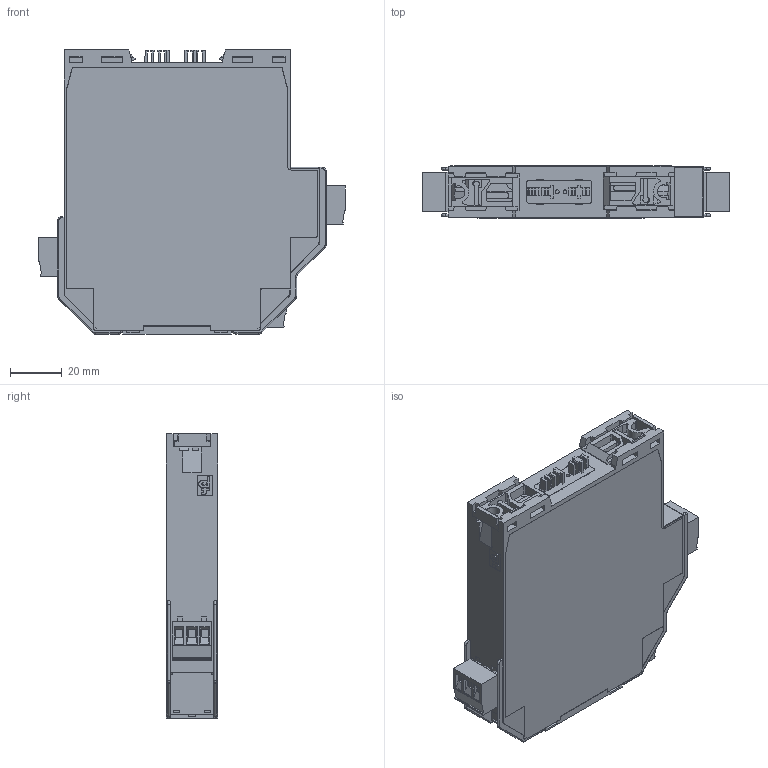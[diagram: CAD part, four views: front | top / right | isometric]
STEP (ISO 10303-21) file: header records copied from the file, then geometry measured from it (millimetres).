
FILE_DESCRIPTION((''),'2;1');
FILE_NAME('CAD-8655_ASM','2023-04-14T06:39:02',('creinig-se'),(''),'CREO PARAMETRIC BY PTC INC, 2022284','CREO PARAMETRIC BY PTC INC, 2022284','');
FILE_SCHEMA(('CONFIG_CONTROL_DESIGN','SHAPE_APPEARANCE_LAYERS_GROUPS'));
Products named in the file (8): CAD-8655_VON_CAD-7210_K-SYS-KF5; CAD-7210_K-SYS-WALL-KF1; CAD-7210_K-SYS-WALL-KF2; CAD-7210_K-SYS-20-SYM-COVER; CAD-7210_K-SYS-FIXING-STRAP; CAD-7210_MSTB_2_5-HC-3-ST-5; CAD-7210_K-SYS-SPRING-CONTACT; CAD-8655_ASM
Assembly tree (10 placements, depth 2):
  CAD-8655_ASM
    CAD-8655_VON_CAD-7210_K-SYS-KF5
    CAD-7210_K-SYS-WALL-KF1
    CAD-7210_K-SYS-WALL-KF2
    CAD-7210_K-SYS-20-SYM-COVER
    CAD-7210_K-SYS-FIXING-STRAP  x2
    CAD-7210_MSTB_2_5-HC-3-ST-5  x3
    CAD-7210_K-SYS-SPRING-CONTACT
Bounding box: 118.8 x 20 x 110 mm (x, y, z)
Volume: 203899.9 mm3; surface area: 82152.9 mm2
Topology: 10 solids, 11 shells, 2166 faces, 6084 edges, 3928 vertices
Faces by surface type: plane 1673, cylinder 399, bspline 70, torus 24
Entity records: 65595 total; most frequent: CARTESIAN_POINT 10401, ORIENTED_EDGE 9010, DIRECTION 8343, EDGE_CURVE 4505, PRESENTATION_STYLE_ASSIGNMENT 4331, STYLED_ITEM 4331, CURVE_STYLE 4325, VECTOR 3783
